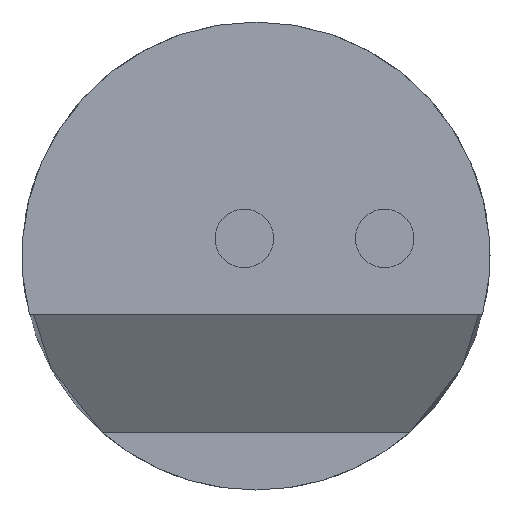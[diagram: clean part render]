
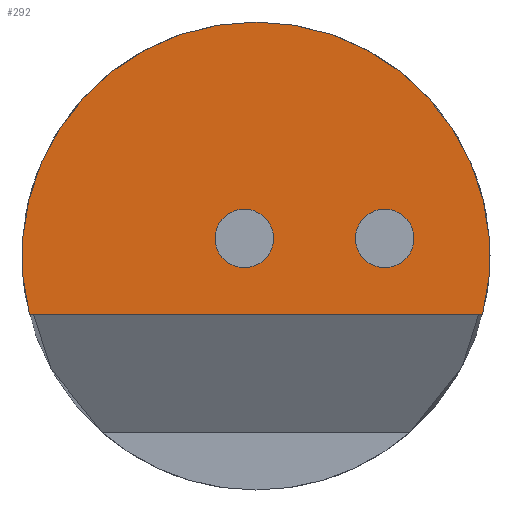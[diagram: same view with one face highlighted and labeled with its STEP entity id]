
A CAD part, left-side view. The second image highlights one B-rep face of the part: STEP entity #292.
In plain terms, the highlighted planar face has unit normal (-1, 0, 0).
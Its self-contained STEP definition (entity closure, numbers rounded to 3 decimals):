
#8 = ORIENTED_EDGE ( 'NONE', *, *, #269, .F. ) ;
#16 = CARTESIAN_POINT ( 'NONE',  ( 0., 0.2, 0.3 ) ) ;
#18 = CARTESIAN_POINT ( 'NONE',  ( 0., 0., 0. ) ) ;
#25 = CARTESIAN_POINT ( 'NONE',  ( 0., 0., 0. ) ) ;
#34 = EDGE_CURVE ( 'NONE', #291, #250, #465, .T. ) ;
#37 = CARTESIAN_POINT ( 'NONE',  ( 0., 3.873, -1. ) ) ;
#42 = VERTEX_POINT ( 'NONE', #101 ) ;
#52 = EDGE_CURVE ( 'NONE', #151, #42, #443, .T. ) ;
#54 = CARTESIAN_POINT ( 'NONE',  ( 0., 0.2, 0.8 ) ) ;
#68 = DIRECTION ( 'NONE',  ( 0., 1., 0. ) ) ;
#76 = AXIS2_PLACEMENT_3D ( 'NONE', #493, #152, #198 ) ;
#101 = CARTESIAN_POINT ( 'NONE',  ( 0., 0., 4. ) ) ;
#103 = DIRECTION ( 'NONE',  ( 0., 0., 1. ) ) ;
#130 = VERTEX_POINT ( 'NONE', #574 ) ;
#145 = AXIS2_PLACEMENT_3D ( 'NONE', #287, #396, #444 ) ;
#146 = CIRCLE ( 'NONE', #357, 4. ) ;
#149 = FACE_BOUND ( 'NONE', #331, .T. ) ;
#151 = VERTEX_POINT ( 'NONE', #37 ) ;
#152 = DIRECTION ( 'NONE',  ( -1., 0., 0. ) ) ;
#195 = DIRECTION ( 'NONE',  ( 0., 0., 1. ) ) ;
#198 = DIRECTION ( 'NONE',  ( 0., 0., 1. ) ) ;
#203 = DIRECTION ( 'NONE',  ( 0., 0., -1. ) ) ;
#237 = EDGE_LOOP ( 'NONE', ( #352, #304, #446 ) ) ;
#245 = CARTESIAN_POINT ( 'NONE',  ( 0., 0., 0. ) ) ;
#250 = VERTEX_POINT ( 'NONE', #341 ) ;
#256 = CIRCLE ( 'NONE', #76, 0.5 ) ;
#269 = EDGE_CURVE ( 'NONE', #250, #291, #398, .T. ) ;
#284 = ORIENTED_EDGE ( 'NONE', *, *, #34, .F. ) ;
#287 = CARTESIAN_POINT ( 'NONE',  ( 0., 0.2, 0.3 ) ) ;
#291 = VERTEX_POINT ( 'NONE', #54 ) ;
#292 = ADVANCED_FACE ( 'NONE', ( #618, #149, #540 ), #610, .F. ) ;
#300 = DIRECTION ( 'NONE',  ( -1., 0., 0. ) ) ;
#301 = AXIS2_PLACEMENT_3D ( 'NONE', #16, #300, #195 ) ;
#302 = VERTEX_POINT ( 'NONE', #311 ) ;
#304 = ORIENTED_EDGE ( 'NONE', *, *, #384, .F. ) ;
#307 = DIRECTION ( 'NONE',  ( 1., 0., 0. ) ) ;
#311 = CARTESIAN_POINT ( 'NONE',  ( 0., -2.2, 0.8 ) ) ;
#330 = CIRCLE ( 'NONE', #459, 0.5 ) ;
#331 = EDGE_LOOP ( 'NONE', ( #496, #461 ) ) ;
#333 = VERTEX_POINT ( 'NONE', #410 ) ;
#335 = EDGE_CURVE ( 'NONE', #333, #302, #256, .T. ) ;
#341 = CARTESIAN_POINT ( 'NONE',  ( 0., 0.2, -0.2 ) ) ;
#352 = ORIENTED_EDGE ( 'NONE', *, *, #52, .F. ) ;
#355 = VECTOR ( 'NONE', #68, 1000. ) ;
#356 = DIRECTION ( 'NONE',  ( -1., 0., 0. ) ) ;
#357 = AXIS2_PLACEMENT_3D ( 'NONE', #25, #420, #519 ) ;
#358 = CARTESIAN_POINT ( 'NONE',  ( 0., -2.2, 0.3 ) ) ;
#360 = DIRECTION ( 'NONE',  ( 0., 0., -1. ) ) ;
#367 = CARTESIAN_POINT ( 'NONE',  ( 0., 4.58, -1. ) ) ;
#374 = EDGE_LOOP ( 'NONE', ( #284, #8 ) ) ;
#384 = EDGE_CURVE ( 'NONE', #130, #151, #580, .T. ) ;
#396 = DIRECTION ( 'NONE',  ( -1., 0., 0. ) ) ;
#398 = CIRCLE ( 'NONE', #145, 0.5 ) ;
#404 = DIRECTION ( 'NONE',  ( 1., 0., 0. ) ) ;
#410 = CARTESIAN_POINT ( 'NONE',  ( 0., -2.2, -0.2 ) ) ;
#420 = DIRECTION ( 'NONE',  ( 1., 0., 0. ) ) ;
#443 = CIRCLE ( 'NONE', #447, 4. ) ;
#444 = DIRECTION ( 'NONE',  ( 0., 0., 1. ) ) ;
#446 = ORIENTED_EDGE ( 'NONE', *, *, #622, .F. ) ;
#447 = AXIS2_PLACEMENT_3D ( 'NONE', #245, #307, #203 ) ;
#459 = AXIS2_PLACEMENT_3D ( 'NONE', #358, #356, #103 ) ;
#461 = ORIENTED_EDGE ( 'NONE', *, *, #335, .F. ) ;
#465 = CIRCLE ( 'NONE', #301, 0.5 ) ;
#493 = CARTESIAN_POINT ( 'NONE',  ( 0., -2.2, 0.3 ) ) ;
#496 = ORIENTED_EDGE ( 'NONE', *, *, #554, .F. ) ;
#519 = DIRECTION ( 'NONE',  ( 0., 0., -1. ) ) ;
#521 = AXIS2_PLACEMENT_3D ( 'NONE', #18, #404, #360 ) ;
#540 = FACE_OUTER_BOUND ( 'NONE', #237, .T. ) ;
#554 = EDGE_CURVE ( 'NONE', #302, #333, #330, .T. ) ;
#574 = CARTESIAN_POINT ( 'NONE',  ( 0., -3.873, -1. ) ) ;
#580 = LINE ( 'NONE', #367, #355 ) ;
#610 = PLANE ( 'NONE',  #521 ) ;
#618 = FACE_BOUND ( 'NONE', #374, .T. ) ;
#622 = EDGE_CURVE ( 'NONE', #42, #130, #146, .T. ) ;
